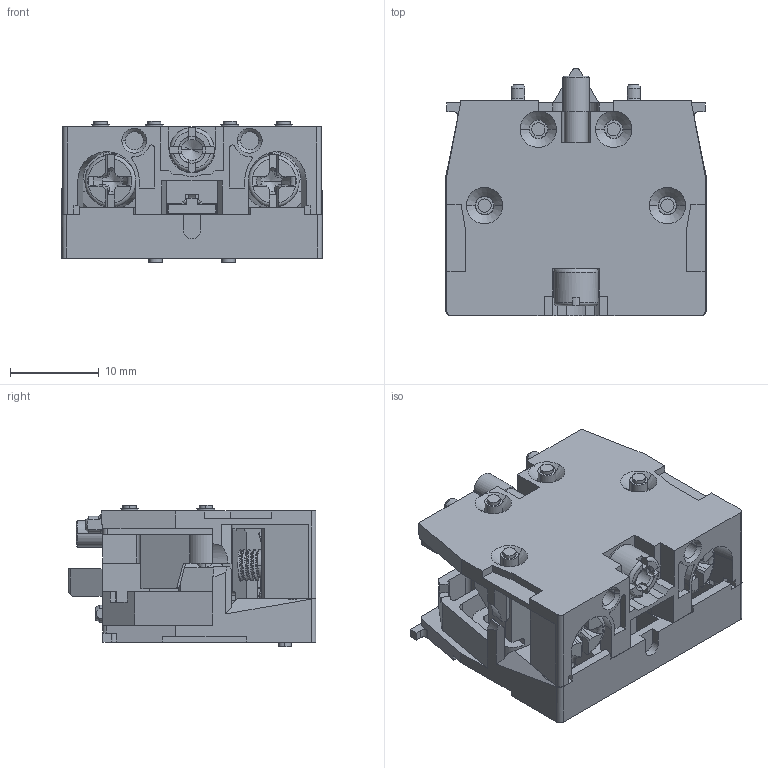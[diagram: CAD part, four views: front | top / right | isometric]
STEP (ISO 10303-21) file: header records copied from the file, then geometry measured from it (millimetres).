
FILE_DESCRIPTION((''),'2;1');
FILE_NAME('0431178_ASM','2017-07-18T',('SESA242355'),('Schneider-Electric'),'PRO/ENGINEER BY PARAMETRIC TECHNOLOGY CORPORATION, 2014310','PRO/ENGINEER BY PARAMETRIC TECHNOLOGY CORPORATION, 2014310','');
FILE_SCHEMA(('CONFIG_CONTROL_DESIGN'));
Length unit declared in the file: millimetre
Products named in the file (14): 043079500A50; 0413708; 0413709; 0413711; 041371201AF6; 041371200AF7_ASM; COMPRESSED; W10364225_VIS_SEULE; W10332221; SCREW_MIG02_ASM; COMPRESSD; 0430794; 0413713; 0431178_ASM
Assembly tree (15 placements, depth 3):
  0431178_ASM
    043079500A50
    0413708
    0413709
    0413711
    041371200AF7_ASM
      041371201AF6  x2
    COMPRESSED
    SCREW_MIG02_ASM  x2
      W10364225_VIS_SEULE
      W10332221
    COMPRESSD
    0430794
    0413713
Bounding box: 29.3 x 27.9 x 15.9 mm (x, y, z)
Volume: 5675.3 mm3; surface area: 9577 mm2
Topology: 14 solids, 17 shells, 1431 faces, 3778 edges, 2389 vertices
Faces by surface type: plane 770, cylinder 291, bspline 172, cone 118, torus 48, sphere 32
Entity records: 48055 total; most frequent: CARTESIAN_POINT 18101, ORIENTED_EDGE 6444, DIRECTION 5848, EDGE_CURVE 3228, VECTOR 2126, LINE 2126, VERTEX_POINT 2052, AXIS2_PLACEMENT_3D 1861
